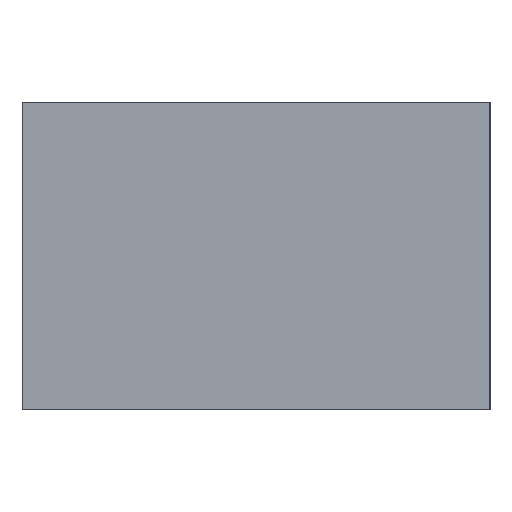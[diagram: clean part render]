
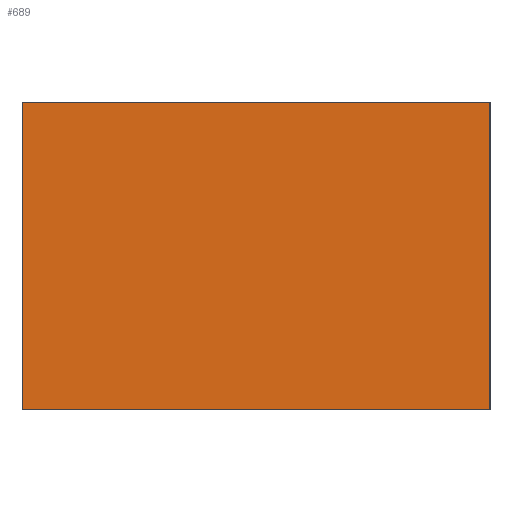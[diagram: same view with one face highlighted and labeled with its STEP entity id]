
A CAD part, left-side view. The second image highlights one B-rep face of the part: STEP entity #689.
In plain terms, the highlighted planar face has unit normal (-1, 0, 0).
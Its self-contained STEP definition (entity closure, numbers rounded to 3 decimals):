
#184 = DIRECTION ( 'NONE',  ( -1., 0., 0. ) ) ;
#188 = EDGE_LOOP ( 'NONE', ( #1522, #1131, #1539, #891 ) ) ;
#218 = DIRECTION ( 'NONE',  ( 0., 0., 1. ) ) ;
#356 = CARTESIAN_POINT ( 'NONE',  ( -40., 0., 0. ) ) ;
#455 = CARTESIAN_POINT ( 'NONE',  ( -40., -20.5, 25. ) ) ;
#508 = CARTESIAN_POINT ( 'NONE',  ( -40., 17.5, 25. ) ) ;
#558 = CARTESIAN_POINT ( 'NONE',  ( -40., -20.5, 0. ) ) ;
#661 = LINE ( 'NONE', #558, #1282 ) ;
#672 = CARTESIAN_POINT ( 'NONE',  ( -40., -20.5, 0. ) ) ;
#689 = ADVANCED_FACE ( 'NONE', ( #2059 ), #1718, .T. ) ;
#712 = VERTEX_POINT ( 'NONE', #1606 ) ;
#715 = DIRECTION ( 'NONE',  ( 0., -1., 0. ) ) ;
#739 = AXIS2_PLACEMENT_3D ( 'NONE', #356, #184, #865 ) ;
#847 = DIRECTION ( 'NONE',  ( 0., 0., -1. ) ) ;
#865 = DIRECTION ( 'NONE',  ( 0., 0., 1. ) ) ;
#891 = ORIENTED_EDGE ( 'NONE', *, *, #1616, .T. ) ;
#904 = EDGE_CURVE ( 'NONE', #1211, #712, #2033, .T. ) ;
#1131 = ORIENTED_EDGE ( 'NONE', *, *, #1957, .T. ) ;
#1146 = VECTOR ( 'NONE', #2164, 1000. ) ;
#1188 = VECTOR ( 'NONE', #715, 1000. ) ;
#1211 = VERTEX_POINT ( 'NONE', #1770 ) ;
#1239 = VECTOR ( 'NONE', #847, 1000. ) ;
#1282 = VECTOR ( 'NONE', #218, 1000. ) ;
#1298 = VERTEX_POINT ( 'NONE', #2182 ) ;
#1392 = VERTEX_POINT ( 'NONE', #672 ) ;
#1394 = LINE ( 'NONE', #1563, #1188 ) ;
#1522 = ORIENTED_EDGE ( 'NONE', *, *, #904, .T. ) ;
#1539 = ORIENTED_EDGE ( 'NONE', *, *, #1676, .T. ) ;
#1563 = CARTESIAN_POINT ( 'NONE',  ( -40., 17.5, 0. ) ) ;
#1606 = CARTESIAN_POINT ( 'NONE',  ( -40., 17.5, 0. ) ) ;
#1616 = EDGE_CURVE ( 'NONE', #1298, #1211, #1670, .T. ) ;
#1670 = LINE ( 'NONE', #455, #1146 ) ;
#1676 = EDGE_CURVE ( 'NONE', #1392, #1298, #661, .T. ) ;
#1718 = PLANE ( 'NONE',  #739 ) ;
#1770 = CARTESIAN_POINT ( 'NONE',  ( -40., 17.5, 25. ) ) ;
#1957 = EDGE_CURVE ( 'NONE', #712, #1392, #1394, .T. ) ;
#2033 = LINE ( 'NONE', #508, #1239 ) ;
#2059 = FACE_OUTER_BOUND ( 'NONE', #188, .T. ) ;
#2164 = DIRECTION ( 'NONE',  ( 0., 1., 0. ) ) ;
#2182 = CARTESIAN_POINT ( 'NONE',  ( -40., -20.5, 25. ) ) ;
